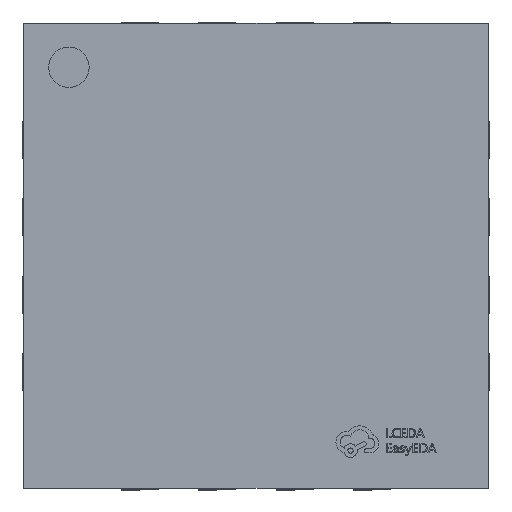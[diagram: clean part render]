
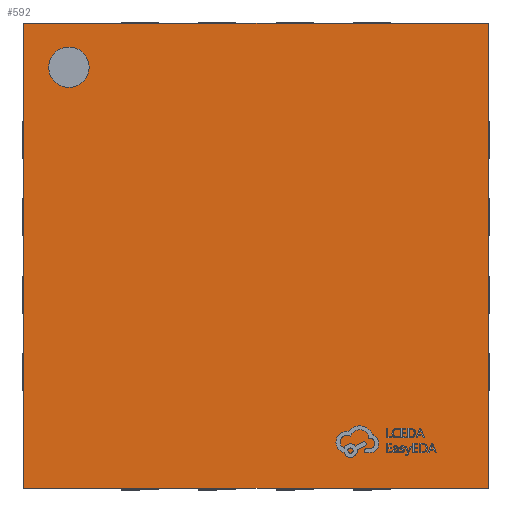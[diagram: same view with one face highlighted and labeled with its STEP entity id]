
A CAD part, top view. The second image highlights one B-rep face of the part: STEP entity #592.
In plain terms, the highlighted planar face has unit normal (0, 0, 1).
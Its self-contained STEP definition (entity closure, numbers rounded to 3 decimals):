
#14 = AXIS2_PLACEMENT_3D ( 'NONE', #1982, #7064, #13246 ) ;
#461 = CARTESIAN_POINT ( 'NONE',  ( 0., 0., 0.75 ) ) ;
#529 = VECTOR ( 'NONE', #15096, 1000. ) ;
#592 = ADVANCED_FACE ( 'NONE', ( #15693, #6484 ), #18344, .T. ) ;
#1022 = VECTOR ( 'NONE', #13043, 1000. ) ;
#1601 = ORIENTED_EDGE ( 'NONE', *, *, #6530, .T. ) ;
#1982 = CARTESIAN_POINT ( 'NONE',  ( -1.207, 1.217, 0.75 ) ) ;
#2102 = ORIENTED_EDGE ( 'NONE', *, *, #9682, .F. ) ;
#3138 = CARTESIAN_POINT ( 'NONE',  ( 1.5, 1.5, 0.75 ) ) ;
#3842 = VERTEX_POINT ( 'NONE', #3138 ) ;
#4008 = LINE ( 'NONE', #10228, #529 ) ;
#4020 = DIRECTION ( 'NONE',  ( 0., 0., 1. ) ) ;
#4123 = VECTOR ( 'NONE', #17882, 1000. ) ;
#4616 = ORIENTED_EDGE ( 'NONE', *, *, #9691, .T. ) ;
#5565 = EDGE_CURVE ( 'NONE', #7134, #15330, #4008, .T. ) ;
#5633 = CARTESIAN_POINT ( 'NONE',  ( -1.077, 1.217, 0.75 ) ) ;
#5963 = VERTEX_POINT ( 'NONE', #6001 ) ;
#6001 = CARTESIAN_POINT ( 'NONE',  ( 1.5, -1.5, 0.75 ) ) ;
#6484 = FACE_OUTER_BOUND ( 'NONE', #7013, .T. ) ;
#6530 = EDGE_CURVE ( 'NONE', #15330, #5963, #11237, .T. ) ;
#6848 = CARTESIAN_POINT ( 'NONE',  ( -1.5, 1.5, 0.75 ) ) ;
#7013 = EDGE_LOOP ( 'NONE', ( #8789, #4616, #17352, #1601 ) ) ;
#7064 = DIRECTION ( 'NONE',  ( 0., 0., 1. ) ) ;
#7074 = LINE ( 'NONE', #11328, #4123 ) ;
#7134 = VERTEX_POINT ( 'NONE', #11968 ) ;
#8196 = CARTESIAN_POINT ( 'NONE',  ( -1.338, 1.217, 0.75 ) ) ;
#8789 = ORIENTED_EDGE ( 'NONE', *, *, #19333, .T. ) ;
#9682 = EDGE_CURVE ( 'NONE', #19213, #17538, #16985, .T. ) ;
#9691 = EDGE_CURVE ( 'NONE', #3842, #7134, #16354, .T. ) ;
#9715 = CARTESIAN_POINT ( 'NONE',  ( -1.5, -1.5, 0.75 ) ) ;
#9915 = AXIS2_PLACEMENT_3D ( 'NONE', #17923, #4020, #10238 ) ;
#10228 = CARTESIAN_POINT ( 'NONE',  ( -1.5, 1.5, 0.75 ) ) ;
#10238 = DIRECTION ( 'NONE',  ( 1., 0., 0. ) ) ;
#11126 = DIRECTION ( 'NONE',  ( 0., 0., 1. ) ) ;
#11237 = LINE ( 'NONE', #9715, #14508 ) ;
#11241 = DIRECTION ( 'NONE',  ( 1., 0., 0. ) ) ;
#11328 = CARTESIAN_POINT ( 'NONE',  ( 1.5, 1.5, 0.75 ) ) ;
#11968 = CARTESIAN_POINT ( 'NONE',  ( -1.5, 1.5, 0.75 ) ) ;
#13043 = DIRECTION ( 'NONE',  ( -1., 0., 0. ) ) ;
#13246 = DIRECTION ( 'NONE',  ( 1., 0., 0. ) ) ;
#13303 = ORIENTED_EDGE ( 'NONE', *, *, #15212, .F. ) ;
#13391 = EDGE_LOOP ( 'NONE', ( #13303, #2102 ) ) ;
#14172 = DIRECTION ( 'NONE',  ( 1., 0., 0. ) ) ;
#14508 = VECTOR ( 'NONE', #14172, 1000. ) ;
#14786 = AXIS2_PLACEMENT_3D ( 'NONE', #461, #11126, #11241 ) ;
#15096 = DIRECTION ( 'NONE',  ( 0., -1., 0. ) ) ;
#15212 = EDGE_CURVE ( 'NONE', #17538, #19213, #17027, .T. ) ;
#15330 = VERTEX_POINT ( 'NONE', #17380 ) ;
#15693 = FACE_BOUND ( 'NONE', #13391, .T. ) ;
#16354 = LINE ( 'NONE', #6848, #1022 ) ;
#16985 = CIRCLE ( 'NONE', #14, 0.131 ) ;
#17027 = CIRCLE ( 'NONE', #9915, 0.131 ) ;
#17352 = ORIENTED_EDGE ( 'NONE', *, *, #5565, .T. ) ;
#17380 = CARTESIAN_POINT ( 'NONE',  ( -1.5, -1.5, 0.75 ) ) ;
#17538 = VERTEX_POINT ( 'NONE', #5633 ) ;
#17882 = DIRECTION ( 'NONE',  ( 0., 1., 0. ) ) ;
#17923 = CARTESIAN_POINT ( 'NONE',  ( -1.207, 1.217, 0.75 ) ) ;
#18344 = PLANE ( 'NONE',  #14786 ) ;
#19213 = VERTEX_POINT ( 'NONE', #8196 ) ;
#19333 = EDGE_CURVE ( 'NONE', #5963, #3842, #7074, .T. ) ;
